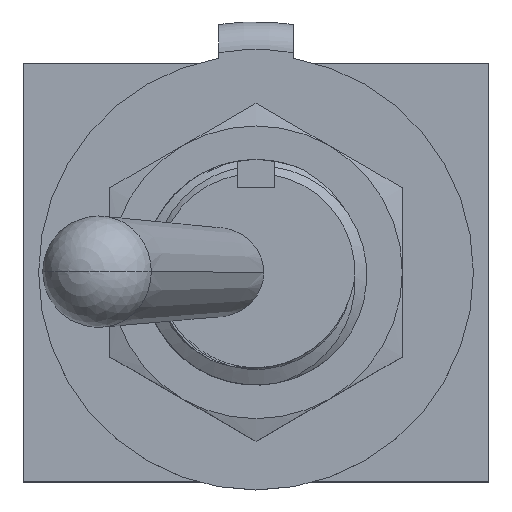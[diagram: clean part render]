
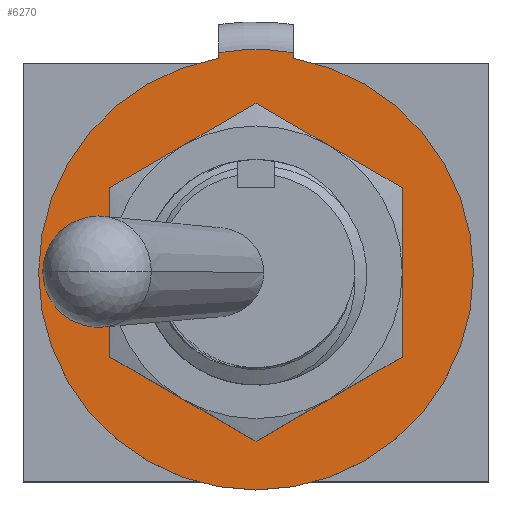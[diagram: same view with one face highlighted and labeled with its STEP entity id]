
A CAD part, top view. The second image highlights one B-rep face of the part: STEP entity #6270.
In plain terms, the highlighted planar face has unit normal (0, 0, 1).
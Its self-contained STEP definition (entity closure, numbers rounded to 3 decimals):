
#1674=CARTESIAN_POINT('',(0.,0.,-14.377));
#1675=DIRECTION('',(0.,0.,1.));
#1676=DIRECTION('',(-0.171,0.985,0.));
#1677=AXIS2_PLACEMENT_3D('',#1674,#1675,#1676);
#1683=CARTESIAN_POINT('',(-1.016,6.011,-14.377));
#1701=CARTESIAN_POINT('',(0.,0.,-14.377));
#1702=DIRECTION('',(0.,0.,1.));
#1703=DIRECTION('',(0.167,0.986,0.));
#1704=AXIS2_PLACEMENT_3D('',#1701,#1702,#1703);
#1711=DIRECTION('',(0.,1.,0.));
#1712=VECTOR('',#1711,0.155);
#1713=CARTESIAN_POINT('',(1.016,5.856,-14.377));
#1714=LINE('',#1713,#1712);
#1715=DIRECTION('',(0.,-1.,0.));
#1716=VECTOR('',#1715,0.155);
#1717=CARTESIAN_POINT('',(-1.016,6.011,-14.377));
#1718=LINE('',#1717,#1716);
#1719=CARTESIAN_POINT('',(0.,0.,-14.377));
#1720=DIRECTION('',(0.,0.,1.));
#1721=DIRECTION('',(-1.,0.,0.));
#1722=AXIS2_PLACEMENT_3D('',#1719,#1720,#1721);
#1724=CARTESIAN_POINT('',(0.,0.,-14.377));
#1725=DIRECTION('',(0.,0.,1.));
#1726=DIRECTION('',(-0.5,-0.866,0.));
#1727=AXIS2_PLACEMENT_3D('',#1724,#1725,#1726);
#1729=CARTESIAN_POINT('',(0.,0.,-14.377));
#1730=DIRECTION('',(0.,0.,1.));
#1731=DIRECTION('',(0.5,-0.866,0.));
#1732=AXIS2_PLACEMENT_3D('',#1729,#1730,#1731);
#1734=CARTESIAN_POINT('',(0.,0.,-14.377));
#1735=DIRECTION('',(0.,0.,-1.));
#1736=DIRECTION('',(0.5,0.866,0.));
#1737=AXIS2_PLACEMENT_3D('',#1734,#1735,#1736);
#1739=CARTESIAN_POINT('',(0.,0.,-14.377));
#1740=DIRECTION('',(0.,0.,-1.));
#1741=DIRECTION('',(-0.5,0.866,0.));
#1742=AXIS2_PLACEMENT_3D('',#1739,#1740,#1741);
#1744=CARTESIAN_POINT('',(0.,0.,-14.377));
#1745=DIRECTION('',(0.,0.,-1.));
#1746=DIRECTION('',(-1.,0.,0.));
#1747=AXIS2_PLACEMENT_3D('',#1744,#1745,#1746);
#1761=CARTESIAN_POINT('',(1.016,6.011,-14.377));
#1831=CARTESIAN_POINT('',(4.001,0.,-14.377));
#1934=CARTESIAN_POINT('',(2.,-3.465,-14.377));
#2022=CARTESIAN_POINT('',(-2.,-3.465,-14.377));
#2092=CARTESIAN_POINT('',(-4.001,0.,-14.377));
#2213=CARTESIAN_POINT('',(2.,3.465,-14.377));
#2345=CARTESIAN_POINT('',(-2.,3.465,-14.377));
#3157=CARTESIAN_POINT('',(1.016,5.856,-14.377));
#3159=VERTEX_POINT('',#3157);
#3162=CARTESIAN_POINT('',(-1.016,5.856,-14.377));
#3163=VERTEX_POINT('',#3162);
#3164=VERTEX_POINT('',#1683);
#3167=VERTEX_POINT('',#1761);
#3185=VERTEX_POINT('',#1831);
#3194=VERTEX_POINT('',#2213);
#3200=VERTEX_POINT('',#2345);
#3206=VERTEX_POINT('',#2092);
#3212=VERTEX_POINT('',#2022);
#3215=VERTEX_POINT('',#1934);
#6244=CARTESIAN_POINT('',(0.,0.,-14.377));
#6245=DIRECTION('',(0.,0.,1.));
#6246=DIRECTION('',(0.,1.,0.));
#6247=AXIS2_PLACEMENT_3D('',#6244,#6245,#6246);
#6248=PLANE('',#6247);
#6249=ORIENTED_EDGE('',*,*,#6234,.F.);
#6251=ORIENTED_EDGE('',*,*,#6250,.F.);
#6252=ORIENTED_EDGE('',*,*,#6203,.F.);
#6253=ORIENTED_EDGE('',*,*,#6217,.F.);
#6254=EDGE_LOOP('',(#6249,#6251,#6252,#6253));
#6255=FACE_OUTER_BOUND('',#6254,.F.);
#6257=ORIENTED_EDGE('',*,*,#6256,.T.);
#6259=ORIENTED_EDGE('',*,*,#6258,.T.);
#6261=ORIENTED_EDGE('',*,*,#6260,.T.);
#6263=ORIENTED_EDGE('',*,*,#6262,.F.);
#6265=ORIENTED_EDGE('',*,*,#6264,.F.);
#6267=ORIENTED_EDGE('',*,*,#6266,.F.);
#6268=EDGE_LOOP('',(#6257,#6259,#6261,#6263,#6265,#6267));
#6269=FACE_BOUND('',#6268,.F.);
#1678=CIRCLE('',#1677,5.944);
#1705=CIRCLE('',#1704,6.096);
#1723=CIRCLE('',#1722,4.001);
#1728=CIRCLE('',#1727,4.001);
#1733=CIRCLE('',#1732,4.001);
#1738=CIRCLE('',#1737,4.001);
#1743=CIRCLE('',#1742,4.001);
#1748=CIRCLE('',#1747,4.001);
#6203=EDGE_CURVE('',#3163,#3159,#1678,.T.);
#6217=EDGE_CURVE('',#3164,#3163,#1718,.T.);
#6234=EDGE_CURVE('',#3167,#3164,#1705,.T.);
#6250=EDGE_CURVE('',#3159,#3167,#1714,.T.);
#6256=EDGE_CURVE('',#3206,#3212,#1723,.T.);
#6258=EDGE_CURVE('',#3212,#3215,#1728,.T.);
#6260=EDGE_CURVE('',#3215,#3185,#1733,.T.);
#6262=EDGE_CURVE('',#3194,#3185,#1738,.T.);
#6264=EDGE_CURVE('',#3200,#3194,#1743,.T.);
#6266=EDGE_CURVE('',#3206,#3200,#1748,.T.);
#6270=ADVANCED_FACE('',(#6255,#6269),#6248,.T.);
